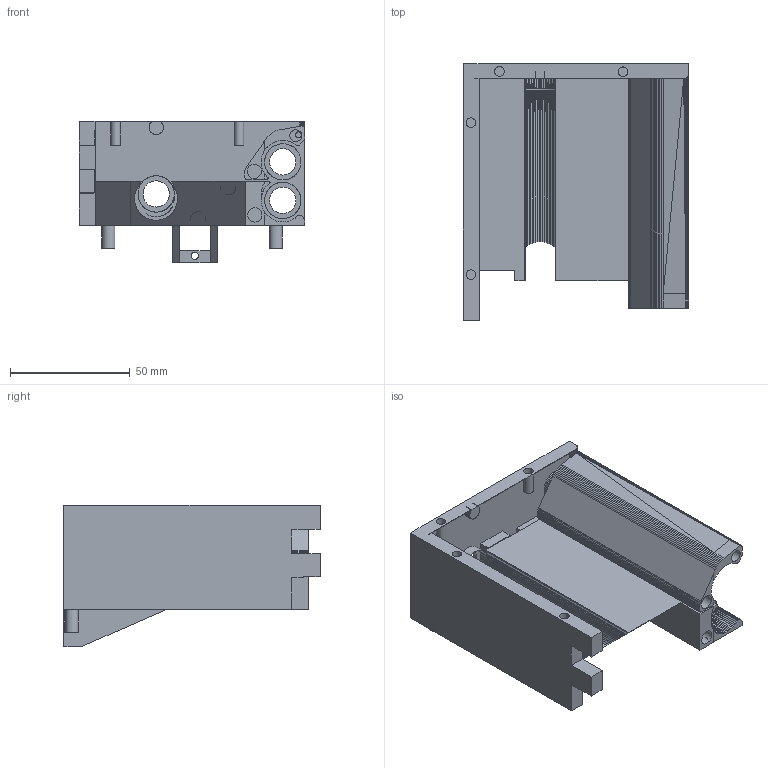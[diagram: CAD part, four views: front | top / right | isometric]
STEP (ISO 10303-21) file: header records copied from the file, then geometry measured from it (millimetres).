
FILE_DESCRIPTION(/* description */ (''),/* implementation_level */ '2;1');
FILE_NAME(/* name */ 'dispensador.step',/* time_stamp */ '2024-01-30T23:37:05+01:00',/* author */ (''),/* organization */ (''),/* preprocessor_version */ 'ST-DEVELOPER v20',/* originating_system */ 'Autodesk Translation Framework v12.14.0.127',/* authorisation */ '');
FILE_SCHEMA (('AUTOMOTIVE_DESIGN { 1 0 10303 214 3 1 1 }'));
Products named in the file (2): Base doble; Componente1
Assembly tree (1 placements, depth 2):
  Base doble
    Componente1
Bounding box: 94.1 x 107.2 x 59 mm (x, y, z)
Volume: 0.1 mm3; surface area: 52597.9 mm2
Topology: 4 solids, 5 shells, 2494 faces, 5288 edges, 2831 vertices
Faces by surface type: plane 2444, cylinder 50
Full cylindrical faces by diameter (mm): 4 x4, 5 x1, 5.5 x2, 6 x2, 10.99 x1
Entity records: 62607 total; most frequent: CARTESIAN_POINT 10569, ORIENTED_EDGE 10480, DIRECTION 10346, EDGE_CURVE 5240, LINE 5110, VECTOR 5110, VERTEX_POINT 2806, AXIS2_PLACEMENT_3D 2618
